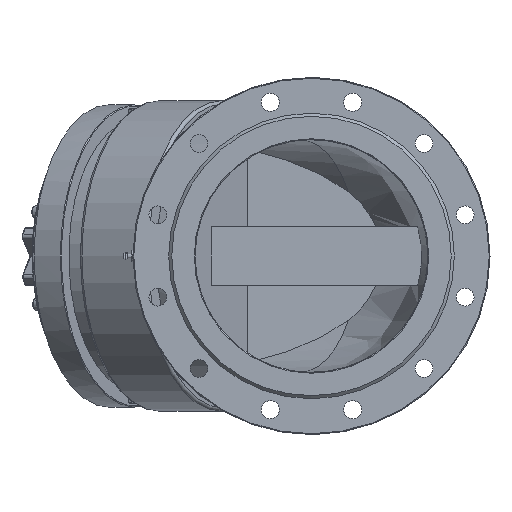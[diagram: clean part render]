
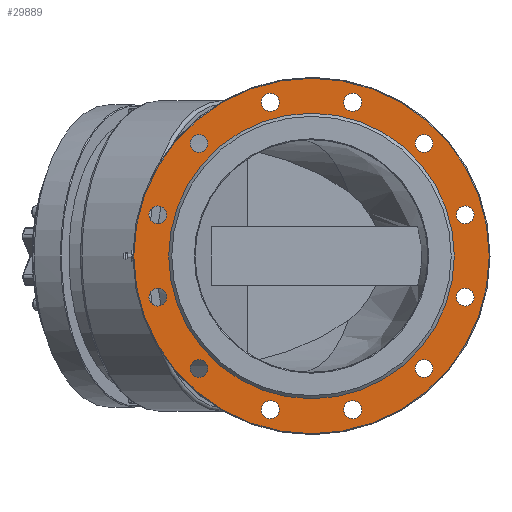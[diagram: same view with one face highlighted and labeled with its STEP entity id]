
A CAD part, left-side view. The second image highlights one B-rep face of the part: STEP entity #29889.
In plain terms, the highlighted planar face has unit normal (-1, 0, 0).
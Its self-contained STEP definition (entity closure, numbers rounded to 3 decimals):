
#339=FACE_BOUND('',#10088,.T.);
#340=FACE_BOUND('',#10089,.T.);
#341=FACE_BOUND('',#10090,.T.);
#342=FACE_BOUND('',#10091,.T.);
#343=FACE_BOUND('',#10092,.T.);
#344=FACE_BOUND('',#10093,.T.);
#345=FACE_BOUND('',#10094,.T.);
#346=FACE_BOUND('',#10095,.T.);
#347=FACE_BOUND('',#10096,.T.);
#348=FACE_BOUND('',#10097,.T.);
#349=FACE_BOUND('',#10098,.T.);
#350=FACE_BOUND('',#10099,.T.);
#351=FACE_BOUND('',#10100,.T.);
#1145=PLANE('',#32470);
#8369=FACE_OUTER_BOUND('',#10087,.T.);
#10087=EDGE_LOOP('',(#24427));
#10088=EDGE_LOOP('',(#24428));
#10089=EDGE_LOOP('',(#24429));
#10090=EDGE_LOOP('',(#24430));
#10091=EDGE_LOOP('',(#24431));
#10092=EDGE_LOOP('',(#24432));
#10093=EDGE_LOOP('',(#24433));
#10094=EDGE_LOOP('',(#24434));
#10095=EDGE_LOOP('',(#24435));
#10096=EDGE_LOOP('',(#24436));
#10097=EDGE_LOOP('',(#24437));
#10098=EDGE_LOOP('',(#24438));
#10099=EDGE_LOOP('',(#24439));
#10100=EDGE_LOOP('',(#24440));
#11579=CIRCLE('',#32469,229.);
#11580=CIRCLE('',#32471,184.);
#11581=CIRCLE('',#32472,11.5);
#11582=CIRCLE('',#32473,11.5);
#11583=CIRCLE('',#32474,11.5);
#11584=CIRCLE('',#32475,11.5);
#11585=CIRCLE('',#32476,11.5);
#11586=CIRCLE('',#32477,11.5);
#11587=CIRCLE('',#32478,11.5);
#11588=CIRCLE('',#32479,11.5);
#11589=CIRCLE('',#32480,11.5);
#11590=CIRCLE('',#32481,11.5);
#11591=CIRCLE('',#32482,11.5);
#11592=CIRCLE('',#32483,11.5);
#13814=VERTEX_POINT('',#49762);
#13815=VERTEX_POINT('',#49766);
#13816=VERTEX_POINT('',#49768);
#13817=VERTEX_POINT('',#49770);
#13818=VERTEX_POINT('',#49772);
#13819=VERTEX_POINT('',#49774);
#13820=VERTEX_POINT('',#49776);
#13821=VERTEX_POINT('',#49778);
#13822=VERTEX_POINT('',#49780);
#13823=VERTEX_POINT('',#49782);
#13824=VERTEX_POINT('',#49784);
#13825=VERTEX_POINT('',#49786);
#13826=VERTEX_POINT('',#49788);
#13827=VERTEX_POINT('',#49790);
#17405=EDGE_CURVE('',#13814,#13814,#11579,.T.);
#17406=EDGE_CURVE('',#13815,#13815,#11580,.T.);
#17407=EDGE_CURVE('',#13816,#13816,#11581,.T.);
#17408=EDGE_CURVE('',#13817,#13817,#11582,.T.);
#17409=EDGE_CURVE('',#13818,#13818,#11583,.T.);
#17410=EDGE_CURVE('',#13819,#13819,#11584,.T.);
#17411=EDGE_CURVE('',#13820,#13820,#11585,.T.);
#17412=EDGE_CURVE('',#13821,#13821,#11586,.T.);
#17413=EDGE_CURVE('',#13822,#13822,#11587,.T.);
#17414=EDGE_CURVE('',#13823,#13823,#11588,.T.);
#17415=EDGE_CURVE('',#13824,#13824,#11589,.T.);
#17416=EDGE_CURVE('',#13825,#13825,#11590,.T.);
#17417=EDGE_CURVE('',#13826,#13826,#11591,.T.);
#17418=EDGE_CURVE('',#13827,#13827,#11592,.T.);
#24427=ORIENTED_EDGE('',*,*,#17405,.F.);
#24428=ORIENTED_EDGE('',*,*,#17406,.F.);
#24429=ORIENTED_EDGE('',*,*,#17407,.F.);
#24430=ORIENTED_EDGE('',*,*,#17408,.F.);
#24431=ORIENTED_EDGE('',*,*,#17409,.F.);
#24432=ORIENTED_EDGE('',*,*,#17410,.F.);
#24433=ORIENTED_EDGE('',*,*,#17411,.F.);
#24434=ORIENTED_EDGE('',*,*,#17412,.F.);
#24435=ORIENTED_EDGE('',*,*,#17413,.F.);
#24436=ORIENTED_EDGE('',*,*,#17414,.F.);
#24437=ORIENTED_EDGE('',*,*,#17415,.F.);
#24438=ORIENTED_EDGE('',*,*,#17416,.F.);
#24439=ORIENTED_EDGE('',*,*,#17417,.F.);
#24440=ORIENTED_EDGE('',*,*,#17418,.F.);
#29889=ADVANCED_FACE('',(#8369,#339,#340,#341,#342,#343,#344,#345,#346,
#347,#348,#349,#350,#351),#1145,.F.);
#32469=AXIS2_PLACEMENT_3D('',#49764,#38843,#38844);
#32470=AXIS2_PLACEMENT_3D('',#49765,#38845,#38846);
#32471=AXIS2_PLACEMENT_3D('',#49767,#38847,#38848);
#32472=AXIS2_PLACEMENT_3D('',#49769,#38849,#38850);
#32473=AXIS2_PLACEMENT_3D('',#49771,#38851,#38852);
#32474=AXIS2_PLACEMENT_3D('',#49773,#38853,#38854);
#32475=AXIS2_PLACEMENT_3D('',#49775,#38855,#38856);
#32476=AXIS2_PLACEMENT_3D('',#49777,#38857,#38858);
#32477=AXIS2_PLACEMENT_3D('',#49779,#38859,#38860);
#32478=AXIS2_PLACEMENT_3D('',#49781,#38861,#38862);
#32479=AXIS2_PLACEMENT_3D('',#49783,#38863,#38864);
#32480=AXIS2_PLACEMENT_3D('',#49785,#38865,#38866);
#32481=AXIS2_PLACEMENT_3D('',#49787,#38867,#38868);
#32482=AXIS2_PLACEMENT_3D('',#49789,#38869,#38870);
#32483=AXIS2_PLACEMENT_3D('',#49791,#38871,#38872);
#38843=DIRECTION('center_axis',(1.,0.,0.));
#38844=DIRECTION('ref_axis',(0.,-1.,0.));
#38845=DIRECTION('center_axis',(1.,0.,0.));
#38846=DIRECTION('ref_axis',(0.,0.,-1.));
#38847=DIRECTION('center_axis',(-1.,0.,0.));
#38848=DIRECTION('ref_axis',(0.,0.,-1.));
#38849=DIRECTION('center_axis',(-1.,0.,0.));
#38850=DIRECTION('ref_axis',(0.,-1.,0.));
#38851=DIRECTION('center_axis',(-1.,0.,0.));
#38852=DIRECTION('ref_axis',(0.,-1.,0.));
#38853=DIRECTION('center_axis',(-1.,0.,0.));
#38854=DIRECTION('ref_axis',(0.,-1.,0.));
#38855=DIRECTION('center_axis',(-1.,0.,0.));
#38856=DIRECTION('ref_axis',(0.,-1.,0.));
#38857=DIRECTION('center_axis',(-1.,0.,0.));
#38858=DIRECTION('ref_axis',(0.,-1.,0.));
#38859=DIRECTION('center_axis',(-1.,0.,0.));
#38860=DIRECTION('ref_axis',(0.,-1.,0.));
#38861=DIRECTION('center_axis',(-1.,0.,0.));
#38862=DIRECTION('ref_axis',(0.,-1.,0.));
#38863=DIRECTION('center_axis',(-1.,0.,0.));
#38864=DIRECTION('ref_axis',(0.,-1.,0.));
#38865=DIRECTION('center_axis',(-1.,0.,0.));
#38866=DIRECTION('ref_axis',(0.,-1.,0.));
#38867=DIRECTION('center_axis',(-1.,0.,0.));
#38868=DIRECTION('ref_axis',(0.,-1.,0.));
#38869=DIRECTION('center_axis',(-1.,0.,0.));
#38870=DIRECTION('ref_axis',(0.,-1.,0.));
#38871=DIRECTION('center_axis',(-1.,0.,0.));
#38872=DIRECTION('ref_axis',(0.,-1.,0.));
#49762=CARTESIAN_POINT('',(0.,229.,0.));
#49764=CARTESIAN_POINT('Origin',(0.,0.,0.));
#49765=CARTESIAN_POINT('Origin',(0.,0.,0.));
#49766=CARTESIAN_POINT('',(0.,0.,184.));
#49767=CARTESIAN_POINT('Origin',(0.,0.,0.));
#49768=CARTESIAN_POINT('',(0.,209.515,-53.058));
#49769=CARTESIAN_POINT('Origin',(0.,198.015,-53.058));
#49770=CARTESIAN_POINT('',(0.,209.515,53.058));
#49771=CARTESIAN_POINT('Origin',(0.,198.015,53.058));
#49772=CARTESIAN_POINT('',(0.,156.457,144.957));
#49773=CARTESIAN_POINT('Origin',(0.,144.957,144.957));
#49774=CARTESIAN_POINT('',(0.,64.558,198.015));
#49775=CARTESIAN_POINT('Origin',(0.,53.058,198.015));
#49776=CARTESIAN_POINT('',(0.,-41.558,198.015));
#49777=CARTESIAN_POINT('Origin',(0.,-53.058,198.015));
#49778=CARTESIAN_POINT('',(0.,-133.457,144.957));
#49779=CARTESIAN_POINT('Origin',(0.,-144.957,144.957));
#49780=CARTESIAN_POINT('',(0.,-186.515,53.058));
#49781=CARTESIAN_POINT('Origin',(0.,-198.015,53.058));
#49782=CARTESIAN_POINT('',(0.,-186.515,-53.058));
#49783=CARTESIAN_POINT('Origin',(0.,-198.015,-53.058));
#49784=CARTESIAN_POINT('',(0.,-133.457,-144.957));
#49785=CARTESIAN_POINT('Origin',(0.,-144.957,-144.957));
#49786=CARTESIAN_POINT('',(0.,-41.558,-198.015));
#49787=CARTESIAN_POINT('Origin',(0.,-53.058,-198.015));
#49788=CARTESIAN_POINT('',(0.,64.558,-198.015));
#49789=CARTESIAN_POINT('Origin',(0.,53.058,-198.015));
#49790=CARTESIAN_POINT('',(0.,156.457,-144.957));
#49791=CARTESIAN_POINT('Origin',(0.,144.957,-144.957));
